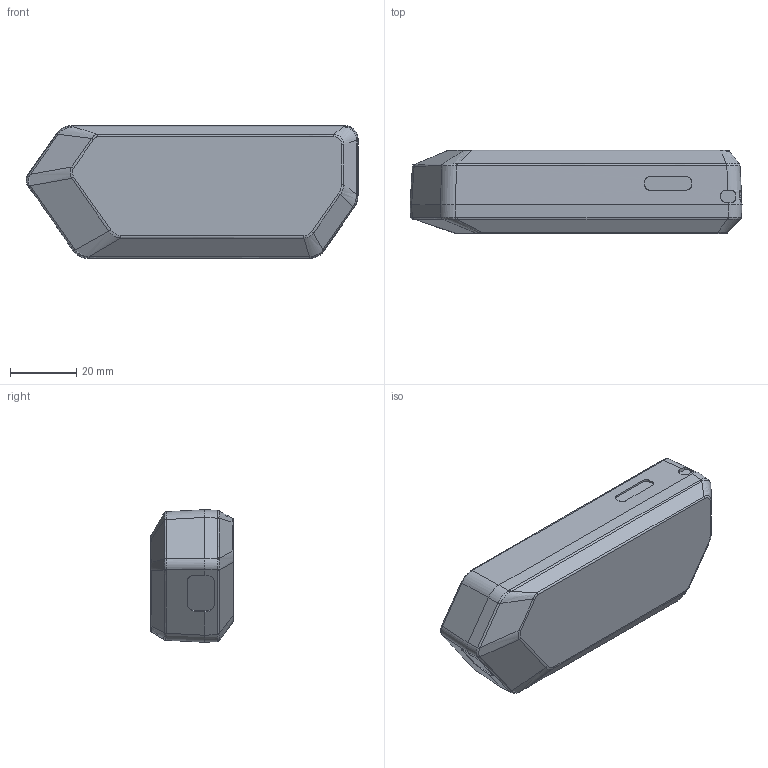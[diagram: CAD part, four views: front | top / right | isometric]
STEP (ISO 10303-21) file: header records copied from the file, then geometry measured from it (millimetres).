
FILE_DESCRIPTION(/* description */ (''),/* implementation_level */ '2;1');
FILE_NAME(/* name */ 'Flipper zero mockup.step',/* time_stamp */ '2022-04-20T10:23:25+03:00',/* author */ (''),/* organization */ (''),/* preprocessor_version */ 'ST-DEVELOPER v18.1',/* originating_system */ 'Autodesk Translation Framework v10.14.0.1471',/* authorisation */ '');
FILE_SCHEMA (('AUTOMOTIVE_DESIGN { 1 0 10303 214 3 1 1 }'));
Length unit declared in the file: millimetre
Products named in the file (1): Flipper zero mockup bare
Bounding box: 100.4 x 25.1 x 40.1 mm (x, y, z)
Volume: 82863.2 mm3; surface area: 12143.2 mm2
Topology: 1 solids, 1 shells, 201 faces, 492 edges, 300 vertices
Faces by surface type: bspline 112, plane 78, cylinder 11
Full cylindrical faces by diameter (mm): 1.635 x1
Entity records: 9067 total; most frequent: CARTESIAN_POINT 5251, ORIENTED_EDGE 984, EDGE_CURVE 492, DIRECTION 426, VERTEX_POINT 300, B_SPLINE_CURVE_WITH_KNOTS 280, EDGE_LOOP 208, FACE_OUTER_BOUND 201
